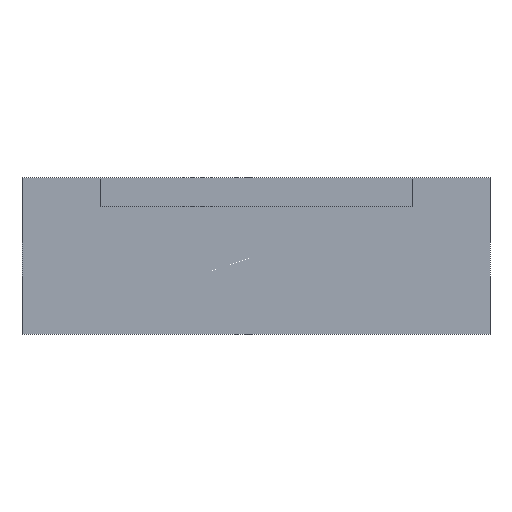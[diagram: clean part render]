
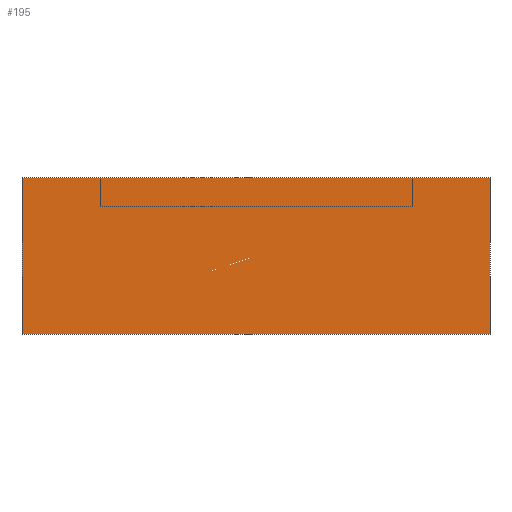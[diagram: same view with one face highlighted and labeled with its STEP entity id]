
A CAD part, front view. The second image highlights one B-rep face of the part: STEP entity #195.
In plain terms, the highlighted planar face has unit normal (0, -1, 0).
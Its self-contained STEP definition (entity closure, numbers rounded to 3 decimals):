
#25=FACE_OUTER_BOUND('',#37,.T.);
#37=EDGE_LOOP('',(#167,#168,#169,#170));
#51=LINE('',#308,#75);
#56=LINE('',#318,#80);
#61=LINE('',#327,#85);
#62=LINE('',#329,#86);
#75=VECTOR('',#257,1000.);
#80=VECTOR('',#264,1000.);
#85=VECTOR('',#273,1000.);
#86=VECTOR('',#276,1000.);
#95=VERTEX_POINT('',#306);
#96=VERTEX_POINT('',#307);
#99=VERTEX_POINT('',#315);
#102=VERTEX_POINT('',#325);
#115=EDGE_CURVE('',#95,#96,#51,.T.);
#120=EDGE_CURVE('',#96,#99,#56,.T.);
#125=EDGE_CURVE('',#102,#95,#61,.T.);
#126=EDGE_CURVE('',#102,#99,#62,.T.);
#167=ORIENTED_EDGE('',*,*,#126,.F.);
#168=ORIENTED_EDGE('',*,*,#125,.T.);
#169=ORIENTED_EDGE('',*,*,#115,.T.);
#170=ORIENTED_EDGE('',*,*,#120,.T.);
#184=PLANE('',#229);
#195=ADVANCED_FACE('',(#25),#184,.F.);
#229=AXIS2_PLACEMENT_3D('',#328,#274,#275);
#257=DIRECTION('',(-1.,0.,0.));
#264=DIRECTION('',(0.,0.,-1.));
#273=DIRECTION('',(0.,0.,1.));
#274=DIRECTION('center_axis',(0.,1.,0.));
#275=DIRECTION('ref_axis',(0.,0.,1.));
#276=DIRECTION('',(-1.,0.,0.));
#306=CARTESIAN_POINT('',(10.5,-701.,1.882));
#307=CARTESIAN_POINT('',(-10.5,-701.,1.882));
#308=CARTESIAN_POINT('',(10.5,-701.,1.882));
#315=CARTESIAN_POINT('',(-10.5,-701.,-5.118));
#318=CARTESIAN_POINT('',(-10.5,-701.,1.882));
#325=CARTESIAN_POINT('',(10.5,-701.,-5.118));
#327=CARTESIAN_POINT('',(10.5,-701.,-5.118));
#328=CARTESIAN_POINT('Origin',(0.,-701.,-1.618));
#329=CARTESIAN_POINT('',(10.5,-701.,-5.118));
